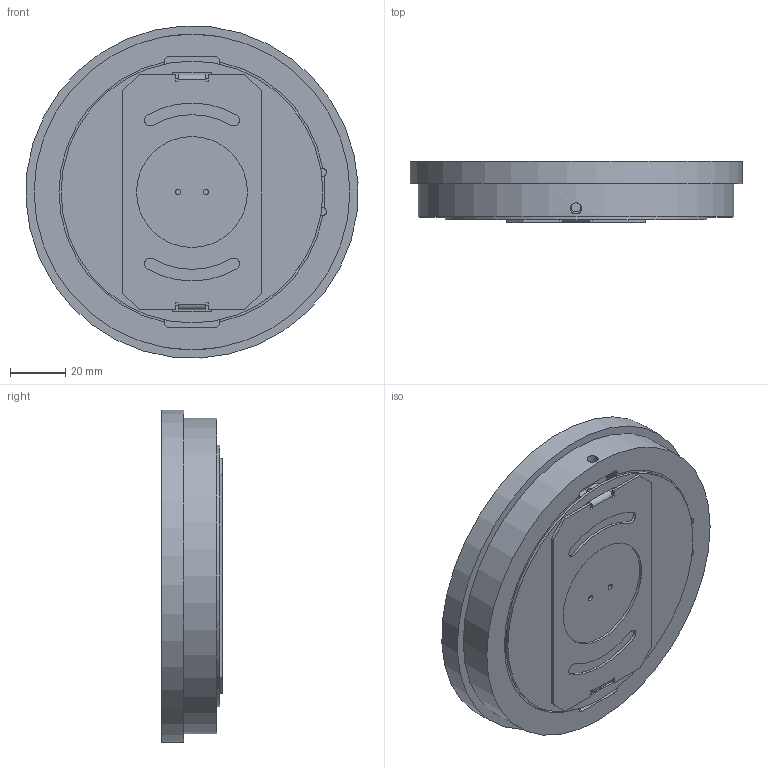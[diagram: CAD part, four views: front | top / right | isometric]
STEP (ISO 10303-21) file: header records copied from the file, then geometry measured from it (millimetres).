
FILE_DESCRIPTION((''),'2;1');
FILE_NAME('4141.stp','2012-04-05T15:34:15',('bamato'),(''),'Autodesk Inventor 2009','Autodesk Inventor 2009','');
FILE_SCHEMA(('AUTOMOTIVE_DESIGN { 1 0 10303 214 1 1 1 1 }'));
Length unit declared in the file: millimetre
Products named in the file (6): 4141; 003414155; vetro-tondo; staffa-tonda; sk4141; 003414151
Assembly tree (5 placements, depth 2):
  4141
    003414155
    vetro-tondo
    staffa-tonda
    sk4141
    003414151
Bounding box: 119.82 x 22 x 119.82 mm (x, y, z)
Volume: 165907.3 mm3; surface area: 92510.3 mm2
Topology: 5 solids, 5 shells, 1541 faces, 4621 edges, 3107 vertices
Faces by surface type: plane 1137, cylinder 394, bspline 10
Full cylindrical faces by diameter (mm): 2 x2, 3 x2, 3.4 x2, 4 x1, 40 x1, 60 x1, 94.5 x1, 104 x1, 114 x1, 120 x1
Entity records: 52661 total; most frequent: CARTESIAN_POINT 9415, ORIENTED_EDGE 9152, DIRECTION 8509, EDGE_CURVE 4576, VECTOR 3771, LINE 3771, VERTEX_POINT 3059, AXIS2_PLACEMENT_3D 2369
